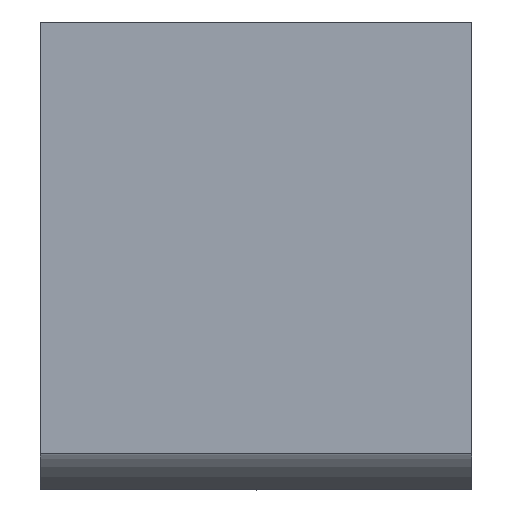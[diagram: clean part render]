
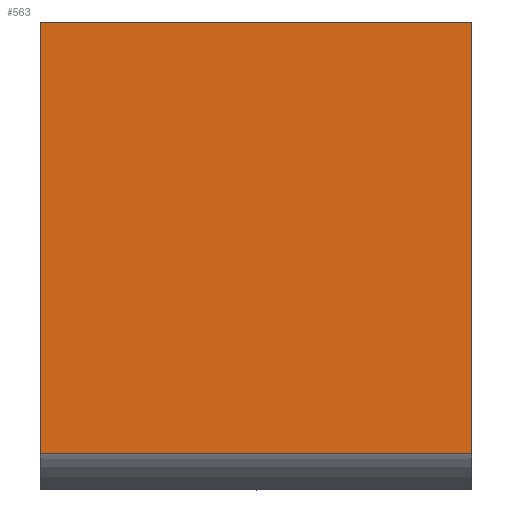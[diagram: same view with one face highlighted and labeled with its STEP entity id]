
A CAD part, left-side view. The second image highlights one B-rep face of the part: STEP entity #563.
In plain terms, the highlighted planar face has unit normal (-1, 0, 0).
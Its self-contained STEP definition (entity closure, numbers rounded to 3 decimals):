
#18 = FACE_OUTER_BOUND ( 'NONE', #571, .T. ) ;
#42 = VECTOR ( 'NONE', #341, 1000. ) ;
#51 = CARTESIAN_POINT ( 'NONE',  ( 0., 12., 12. ) ) ;
#52 = CARTESIAN_POINT ( 'NONE',  ( 0., 0., 12. ) ) ;
#83 = VERTEX_POINT ( 'NONE', #52 ) ;
#108 = DIRECTION ( 'NONE',  ( 0., -1., 0. ) ) ;
#134 = VECTOR ( 'NONE', #1137, 1000. ) ;
#136 = CARTESIAN_POINT ( 'NONE',  ( 0., 12., 12. ) ) ;
#151 = VERTEX_POINT ( 'NONE', #779 ) ;
#211 = LINE ( 'NONE', #1124, #1032 ) ;
#222 = AXIS2_PLACEMENT_3D ( 'NONE', #136, #992, #573 ) ;
#255 = CARTESIAN_POINT ( 'NONE',  ( 0., 12., 12. ) ) ;
#319 = CARTESIAN_POINT ( 'NONE',  ( 0., 12., 12. ) ) ;
#341 = DIRECTION ( 'NONE',  ( 0., 0., -1. ) ) ;
#556 = EDGE_CURVE ( 'NONE', #1095, #83, #856, .T. ) ;
#563 = ADVANCED_FACE ( 'NONE', ( #18 ), #794, .F. ) ;
#571 = EDGE_LOOP ( 'NONE', ( #575, #983, #1160, #1014 ) ) ;
#573 = DIRECTION ( 'NONE',  ( 0., 0., 1. ) ) ;
#575 = ORIENTED_EDGE ( 'NONE', *, *, #1266, .F. ) ;
#593 = EDGE_CURVE ( 'NONE', #1095, #151, #1186, .T. ) ;
#630 = VECTOR ( 'NONE', #758, 1000. ) ;
#660 = VERTEX_POINT ( 'NONE', #1178 ) ;
#758 = DIRECTION ( 'NONE',  ( 0., -1., 0. ) ) ;
#779 = CARTESIAN_POINT ( 'NONE',  ( 0., 12., 0. ) ) ;
#794 = PLANE ( 'NONE',  #222 ) ;
#818 = CARTESIAN_POINT ( 'NONE',  ( 0., 0., 12. ) ) ;
#856 = LINE ( 'NONE', #319, #630 ) ;
#897 = EDGE_CURVE ( 'NONE', #151, #660, #211, .T. ) ;
#937 = LINE ( 'NONE', #818, #134 ) ;
#983 = ORIENTED_EDGE ( 'NONE', *, *, #556, .F. ) ;
#992 = DIRECTION ( 'NONE',  ( 1., 0., 0. ) ) ;
#1014 = ORIENTED_EDGE ( 'NONE', *, *, #897, .T. ) ;
#1032 = VECTOR ( 'NONE', #108, 1000. ) ;
#1095 = VERTEX_POINT ( 'NONE', #51 ) ;
#1124 = CARTESIAN_POINT ( 'NONE',  ( 0., 159.289, 0. ) ) ;
#1137 = DIRECTION ( 'NONE',  ( 0., 0., -1. ) ) ;
#1160 = ORIENTED_EDGE ( 'NONE', *, *, #593, .T. ) ;
#1178 = CARTESIAN_POINT ( 'NONE',  ( 0., 0., 0. ) ) ;
#1186 = LINE ( 'NONE', #255, #42 ) ;
#1266 = EDGE_CURVE ( 'NONE', #83, #660, #937, .T. ) ;
